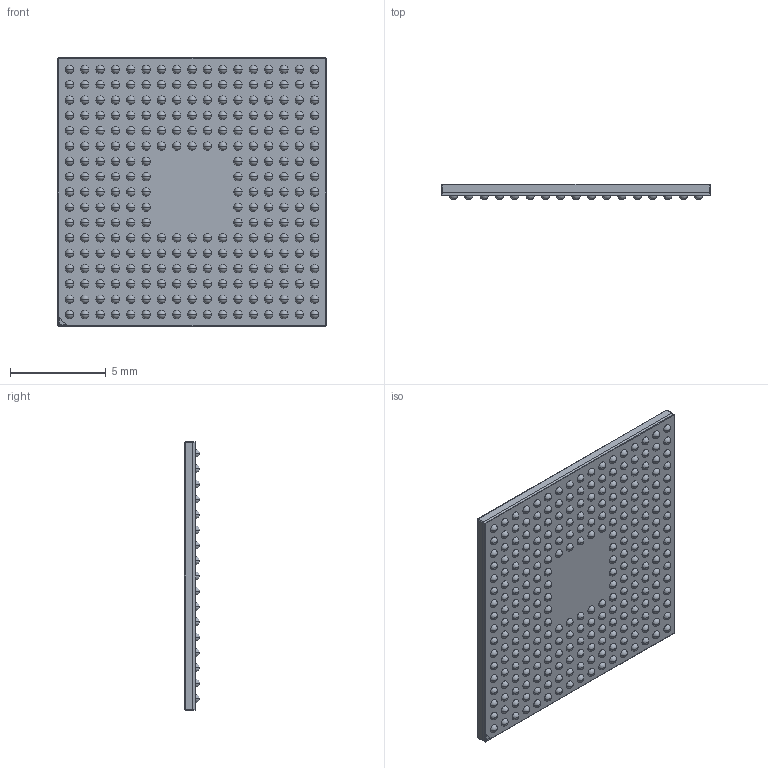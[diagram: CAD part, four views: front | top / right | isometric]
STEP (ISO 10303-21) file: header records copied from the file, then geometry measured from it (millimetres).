
FILE_DESCRIPTION (( 'STEP AP214' ), '1' );
FILE_NAME ('STM32N657X0H3Q.STEP', '2024-12-12T08:48:59', ( '' ), ( '' ), 'SwSTEP 2.0', 'SolidWorks 2016', '' );
FILE_SCHEMA (( 'AUTOMOTIVE_DESIGN' ));
Length unit declared in the file: millimetre
Products named in the file (1): STM32N657X0H3Q
Bounding box: 14 x 0.8 x 14 mm (x, y, z)
Volume: 120.7 mm3; surface area: 928.6 mm2
Topology: 266 solids, 266 shells, 836 faces, 1154 edges, 848 vertices
Faces by surface type: sphere 532, plane 282, cylinder 18, torus 4
Entity records: 29986 total; most frequent: DIRECTION 3920, CARTESIAN_POINT 2835, ORIENTED_EDGE 2300, AXIS2_PLACEMENT_3D 1933, EDGE_CURVE 1150, CIRCLE 1096, UNCERTAINTY_MEASURE_WITH_UNIT 1083, STYLED_ITEM 1082
